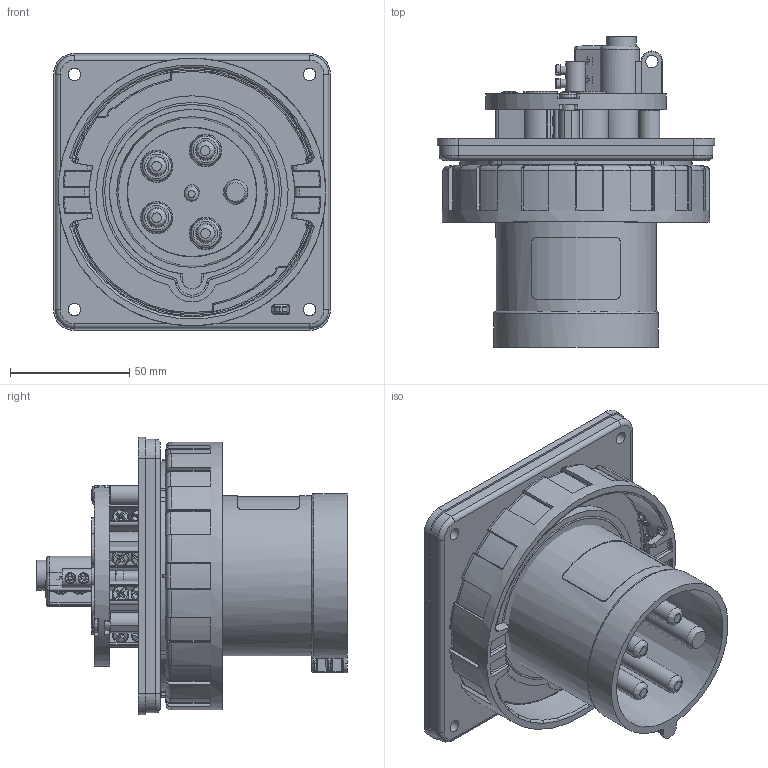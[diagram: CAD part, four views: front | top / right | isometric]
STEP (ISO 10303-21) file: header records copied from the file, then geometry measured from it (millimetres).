
FILE_DESCRIPTION(/* description */ (''),/* implementation_level */ '2;1');
FILE_NAME(/* name */ '4001006.stp',/* time_stamp */ '2019-02-28T10:19:10+01:00',/* author */ (''),/* organization */ (''),/* preprocessor_version */ 'ST-DEVELOPER v16.7',/* originating_system */ 'SIEMENS PLM Software NX 12.0',/* authorisation */ '');
FILE_SCHEMA (('AUTOMOTIVE_DESIGN { 1 0 10303 214 3 1 1 1 }'));
Products named in the file (1): bsom1430229Cmuy5
Bounding box: 116 x 130 x 116 mm (x, y, z)
Volume: 253557 mm3; surface area: 214806.4 mm2
Topology: 32 solids, 32 shells, 2632 faces, 6759 edges, 4286 vertices
Faces by surface type: plane 1124, cylinder 692, bspline 366, torus 166, cone 166, extrusion 82, sphere 36
Full cylindrical faces by diameter (mm): 1.4 x3, 2.6 x4, 2.625 x4, 2.7 x1, 2.85 x2, 3 x12, 3.2 x3, 3.5 x6, 3.9 x4, 4 x8, 4.14 x10, 4.2 x6, 4.4 x1, 4.5 x3, 4.642 x1, 5 x11, 5.1 x4, 5.2 x2, 6 x2, 6.2 x1, 6.5 x3, 6.65 x4, 7 x10, 7.4 x5, 7.75 x3, 8 x11, 8.2 x4, 10 x6, 10.2 x1, 12 x8
Entity records: 105248 total; most frequent: CARTESIAN_POINT 45135, ORIENTED_EDGE 12634, DIRECTION 11483, EDGE_CURVE 6317, AXIS2_PLACEMENT_3D 4350, VERTEX_POINT 4186, EDGE_LOOP 3177, VECTOR 2783
